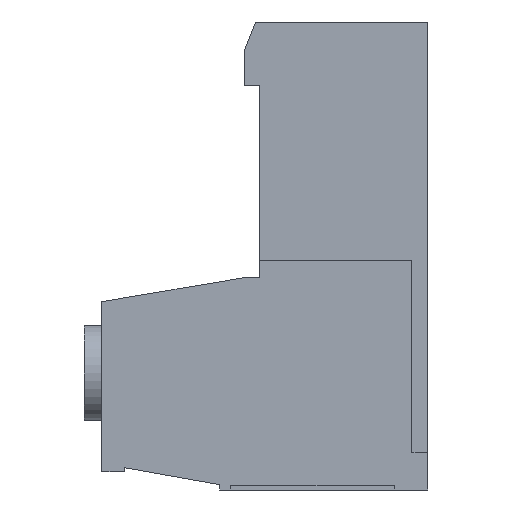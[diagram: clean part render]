
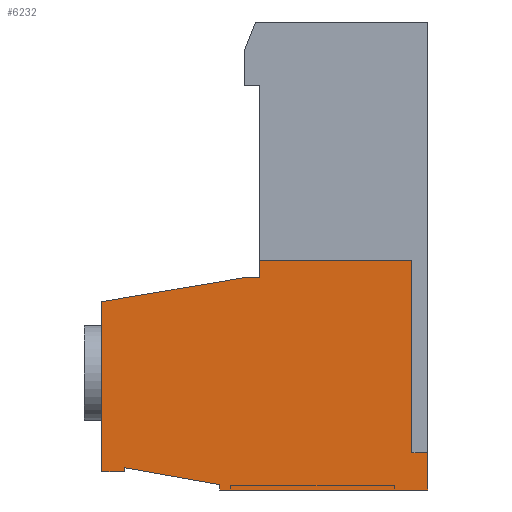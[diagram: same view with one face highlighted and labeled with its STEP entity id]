
A CAD part, left-side view. The second image highlights one B-rep face of the part: STEP entity #6232.
In plain terms, the highlighted planar face has unit normal (-1, 0, 0).
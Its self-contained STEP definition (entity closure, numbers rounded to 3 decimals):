
#504 = DIRECTION ( 'NONE',  ( 0., -1., 0. ) ) ;
#725 = ORIENTED_EDGE ( 'NONE', *, *, #18511, .F. ) ;
#731 = VECTOR ( 'NONE', #504, 1000. ) ;
#1106 = CARTESIAN_POINT ( 'NONE',  ( 0., 14.25, -20.95 ) ) ;
#1299 = LINE ( 'NONE', #24317, #20844 ) ;
#1365 = CARTESIAN_POINT ( 'NONE',  ( 0., 9.77, -21.75 ) ) ;
#1524 = CARTESIAN_POINT ( 'NONE',  ( 0., 9.77, -22. ) ) ;
#1639 = VECTOR ( 'NONE', #15571, 1000. ) ;
#1643 = DIRECTION ( 'NONE',  ( 0., 0., 1. ) ) ;
#1794 = CARTESIAN_POINT ( 'NONE',  ( 0., 0., 0. ) ) ;
#2152 = CARTESIAN_POINT ( 'NONE',  ( 0., 0.75, -20.25 ) ) ;
#2375 = VECTOR ( 'NONE', #8427, 1000. ) ;
#2739 = ORIENTED_EDGE ( 'NONE', *, *, #4618, .F. ) ;
#3438 = LINE ( 'NONE', #13645, #18014 ) ;
#3678 = EDGE_CURVE ( 'NONE', #22197, #22067, #9995, .T. ) ;
#3726 = DIRECTION ( 'NONE',  ( 0., 0., -1. ) ) ;
#4509 = FACE_OUTER_BOUND ( 'NONE', #5854, .T. ) ;
#4517 = EDGE_CURVE ( 'NONE', #21510, #11144, #14998, .T. ) ;
#4609 = CARTESIAN_POINT ( 'NONE',  ( 0., 0., -20.25 ) ) ;
#4618 = EDGE_CURVE ( 'NONE', #19532, #20838, #12632, .T. ) ;
#4882 = VECTOR ( 'NONE', #18230, 1000. ) ;
#5238 = CARTESIAN_POINT ( 'NONE',  ( 0., 7.9, -12. ) ) ;
#5377 = DIRECTION ( 'NONE',  ( 0., 1., 0. ) ) ;
#5854 = EDGE_LOOP ( 'NONE', ( #13480, #10289, #17131, #2739, #14203, #10578, #725, #13705, #23826, #11505, #24245, #22655, #21742 ) ) ;
#6220 = CARTESIAN_POINT ( 'NONE',  ( 0., 8.53, -12. ) ) ;
#6232 = ADVANCED_FACE ( 'NONE', ( #4509 ), #24463, .F. ) ;
#6585 = CARTESIAN_POINT ( 'NONE',  ( 0., 0.75, -20.25 ) ) ;
#6673 = LINE ( 'NONE', #13046, #11843 ) ;
#7451 = DIRECTION ( 'NONE',  ( 0., 0., -1. ) ) ;
#8427 = DIRECTION ( 'NONE',  ( 0., -0.986, 0.167 ) ) ;
#9633 = CARTESIAN_POINT ( 'NONE',  ( 0., 15.33, -21.15 ) ) ;
#9995 = LINE ( 'NONE', #1524, #19311 ) ;
#10262 = LINE ( 'NONE', #5238, #14720 ) ;
#10289 = ORIENTED_EDGE ( 'NONE', *, *, #19786, .F. ) ;
#10576 = EDGE_CURVE ( 'NONE', #23567, #22952, #14811, .T. ) ;
#10578 = ORIENTED_EDGE ( 'NONE', *, *, #4517, .F. ) ;
#11049 = CARTESIAN_POINT ( 'NONE',  ( 0., 9.77, -21.75 ) ) ;
#11144 = VERTEX_POINT ( 'NONE', #9633 ) ;
#11505 = ORIENTED_EDGE ( 'NONE', *, *, #11655, .F. ) ;
#11655 = EDGE_CURVE ( 'NONE', #22328, #22197, #6673, .T. ) ;
#11843 = VECTOR ( 'NONE', #5377, 1000. ) ;
#11873 = DIRECTION ( 'NONE',  ( 0., -1., 0. ) ) ;
#12505 = LINE ( 'NONE', #13587, #1639 ) ;
#12632 = LINE ( 'NONE', #23199, #2375 ) ;
#12642 = LINE ( 'NONE', #21350, #21916 ) ;
#13040 = DIRECTION ( 'NONE',  ( 0., 0.984, 0.176 ) ) ;
#13046 = CARTESIAN_POINT ( 'NONE',  ( 0., 0., -22. ) ) ;
#13480 = ORIENTED_EDGE ( 'NONE', *, *, #20751, .F. ) ;
#13587 = CARTESIAN_POINT ( 'NONE',  ( 0., 0., 0. ) ) ;
#13645 = CARTESIAN_POINT ( 'NONE',  ( 0., 15.33, -21.15 ) ) ;
#13705 = ORIENTED_EDGE ( 'NONE', *, *, #14288, .F. ) ;
#13737 = DIRECTION ( 'NONE',  ( 0., 0., 1. ) ) ;
#14203 = ORIENTED_EDGE ( 'NONE', *, *, #17560, .F. ) ;
#14288 = EDGE_CURVE ( 'NONE', #22067, #21984, #22408, .T. ) ;
#14479 = CARTESIAN_POINT ( 'NONE',  ( 0., 0.75, -11.2 ) ) ;
#14720 = VECTOR ( 'NONE', #24133, 1000. ) ;
#14811 = LINE ( 'NONE', #2152, #18510 ) ;
#14998 = LINE ( 'NONE', #19463, #24279 ) ;
#15224 = DIRECTION ( 'NONE',  ( 1., 0., 0. ) ) ;
#15571 = DIRECTION ( 'NONE',  ( 0., 0., -1. ) ) ;
#16152 = CARTESIAN_POINT ( 'NONE',  ( 0., 8.53, -12. ) ) ;
#16443 = EDGE_CURVE ( 'NONE', #20838, #20136, #20870, .T. ) ;
#16838 = EDGE_CURVE ( 'NONE', #17219, #23567, #1299, .T. ) ;
#17131 = ORIENTED_EDGE ( 'NONE', *, *, #16443, .F. ) ;
#17219 = VERTEX_POINT ( 'NONE', #14479 ) ;
#17532 = VECTOR ( 'NONE', #13040, 1000. ) ;
#17560 = EDGE_CURVE ( 'NONE', #11144, #19532, #3438, .T. ) ;
#17700 = CARTESIAN_POINT ( 'NONE',  ( 0., 7.9, -12. ) ) ;
#18014 = VECTOR ( 'NONE', #13737, 1000. ) ;
#18230 = DIRECTION ( 'NONE',  ( 0., 0., -1. ) ) ;
#18510 = VECTOR ( 'NONE', #11873, 1000. ) ;
#18511 = EDGE_CURVE ( 'NONE', #21984, #21510, #23775, .T. ) ;
#18605 = CARTESIAN_POINT ( 'NONE',  ( 0., 7.9, -11.2 ) ) ;
#18860 = CARTESIAN_POINT ( 'NONE',  ( 0., 9.77, -22. ) ) ;
#19311 = VECTOR ( 'NONE', #1643, 1000. ) ;
#19463 = CARTESIAN_POINT ( 'NONE',  ( 0., 14.25, -21.15 ) ) ;
#19532 = VERTEX_POINT ( 'NONE', #21408 ) ;
#19786 = EDGE_CURVE ( 'NONE', #20136, #20442, #10262, .T. ) ;
#20136 = VERTEX_POINT ( 'NONE', #17700 ) ;
#20442 = VERTEX_POINT ( 'NONE', #18605 ) ;
#20505 = CARTESIAN_POINT ( 'NONE',  ( 0., 14.25, -21.15 ) ) ;
#20751 = EDGE_CURVE ( 'NONE', #20442, #17219, #12642, .T. ) ;
#20838 = VERTEX_POINT ( 'NONE', #16152 ) ;
#20844 = VECTOR ( 'NONE', #7451, 1000. ) ;
#20870 = LINE ( 'NONE', #6220, #731 ) ;
#21127 = CARTESIAN_POINT ( 'NONE',  ( 0., 0., -22. ) ) ;
#21153 = DIRECTION ( 'NONE',  ( 0., 1., 0. ) ) ;
#21350 = CARTESIAN_POINT ( 'NONE',  ( 0., 7.9, -11.2 ) ) ;
#21408 = CARTESIAN_POINT ( 'NONE',  ( 0., 15.33, -13.15 ) ) ;
#21510 = VERTEX_POINT ( 'NONE', #20505 ) ;
#21742 = ORIENTED_EDGE ( 'NONE', *, *, #16838, .F. ) ;
#21916 = VECTOR ( 'NONE', #23252, 1000. ) ;
#21984 = VERTEX_POINT ( 'NONE', #23789 ) ;
#22067 = VERTEX_POINT ( 'NONE', #1365 ) ;
#22197 = VERTEX_POINT ( 'NONE', #18860 ) ;
#22328 = VERTEX_POINT ( 'NONE', #21127 ) ;
#22408 = LINE ( 'NONE', #11049, #17532 ) ;
#22655 = ORIENTED_EDGE ( 'NONE', *, *, #10576, .F. ) ;
#22952 = VERTEX_POINT ( 'NONE', #4609 ) ;
#23110 = AXIS2_PLACEMENT_3D ( 'NONE', #1794, #15224, #3726 ) ;
#23199 = CARTESIAN_POINT ( 'NONE',  ( 0., 15.33, -13.15 ) ) ;
#23252 = DIRECTION ( 'NONE',  ( 0., -1., 0. ) ) ;
#23365 = EDGE_CURVE ( 'NONE', #22952, #22328, #12505, .T. ) ;
#23567 = VERTEX_POINT ( 'NONE', #6585 ) ;
#23775 = LINE ( 'NONE', #1106, #4882 ) ;
#23789 = CARTESIAN_POINT ( 'NONE',  ( 0., 14.25, -20.95 ) ) ;
#23826 = ORIENTED_EDGE ( 'NONE', *, *, #3678, .F. ) ;
#24133 = DIRECTION ( 'NONE',  ( 0., 0., 1. ) ) ;
#24245 = ORIENTED_EDGE ( 'NONE', *, *, #23365, .F. ) ;
#24279 = VECTOR ( 'NONE', #21153, 1000. ) ;
#24317 = CARTESIAN_POINT ( 'NONE',  ( 0., 0.75, -11.2 ) ) ;
#24463 = PLANE ( 'NONE',  #23110 ) ;
